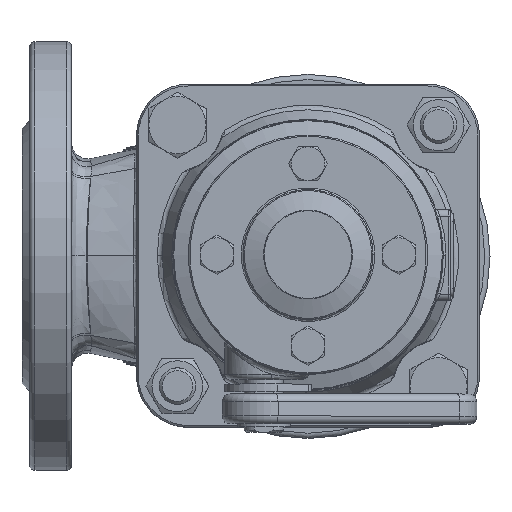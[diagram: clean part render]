
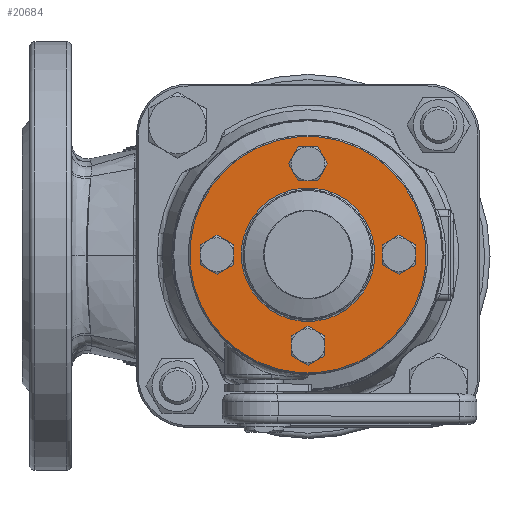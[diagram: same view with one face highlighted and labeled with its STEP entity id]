
A CAD part, top view. The second image highlights one B-rep face of the part: STEP entity #20684.
In plain terms, the highlighted planar face has unit normal (0, 0, 1).
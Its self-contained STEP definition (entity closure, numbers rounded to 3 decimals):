
#20185=CARTESIAN_POINT('',(32.174,32.173,290.3));
#20186=VERTEX_POINT('',#20185);
#20193=CARTESIAN_POINT('',(-32.173,-32.173,290.3));
#20194=VERTEX_POINT('',#20193);
#20195=CARTESIAN_POINT('',(0.,0.,290.3));
#20196=DIRECTION('',(-0.,-0.,1.));
#20197=DIRECTION('',(0.707,0.707,0.));
#20198=AXIS2_PLACEMENT_3D('',#20195,#20196,#20197);
#20199=CIRCLE('',#20198,45.5);
#20200=EDGE_CURVE('NONE',#20194,#20186,#20199,.T.);
#20202=CARTESIAN_POINT('',(0.,0.,290.3));
#20203=DIRECTION('',(-0.,-0.,1.));
#20204=DIRECTION('',(0.707,0.707,0.));
#20205=AXIS2_PLACEMENT_3D('',#20202,#20203,#20204);
#20206=CIRCLE('',#20205,45.5);
#20207=EDGE_CURVE('NONE',#20186,#20194,#20206,.T.);
#20236=CARTESIAN_POINT('',(18.173,18.173,290.3));
#20237=VERTEX_POINT('',#20236);
#20355=CARTESIAN_POINT('',(-18.172,-18.173,290.3));
#20356=VERTEX_POINT('',#20355);
#20357=CARTESIAN_POINT('',(0.,0.,290.3));
#20358=DIRECTION('',(0.,0.,-1.));
#20359=DIRECTION('',(0.707,0.707,0.));
#20360=AXIS2_PLACEMENT_3D('',#20357,#20358,#20359);
#20361=CIRCLE('',#20360,25.7);
#20362=EDGE_CURVE('NONE',#20356,#20237,#20361,.T.);
#20364=CARTESIAN_POINT('',(0.,0.,290.3));
#20365=DIRECTION('',(0.,0.,-1.));
#20366=DIRECTION('',(0.707,0.707,0.));
#20367=AXIS2_PLACEMENT_3D('',#20364,#20365,#20366);
#20368=CIRCLE('',#20367,25.7);
#20369=EDGE_CURVE('NONE',#20237,#20356,#20368,.T.);
#20671=CARTESIAN_POINT('',(-32.527,32.527,290.3));
#20672=DIRECTION('',(0.,0.,-1.));
#20673=DIRECTION('',(0.707,0.707,0.));
#20674=AXIS2_PLACEMENT_3D('',#20671,#20672,#20673);
#20675=PLANE('',#20674);
#20676=ORIENTED_EDGE('',*,*,#20207,.T.);
#20677=ORIENTED_EDGE('',*,*,#20200,.T.);
#20678=EDGE_LOOP('',(#20676,#20677));
#20679=FACE_BOUND('',#20678,.T.);
#20680=ORIENTED_EDGE('',*,*,#20369,.T.);
#20681=ORIENTED_EDGE('',*,*,#20362,.T.);
#20682=EDGE_LOOP('',(#20680,#20681));
#20683=FACE_BOUND('',#20682,.T.);
#20684=ADVANCED_FACE('NONE',(#20679,#20683),#20675,.F.);
